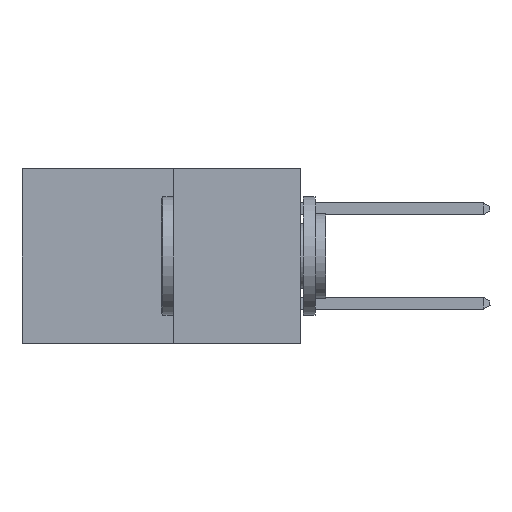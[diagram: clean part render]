
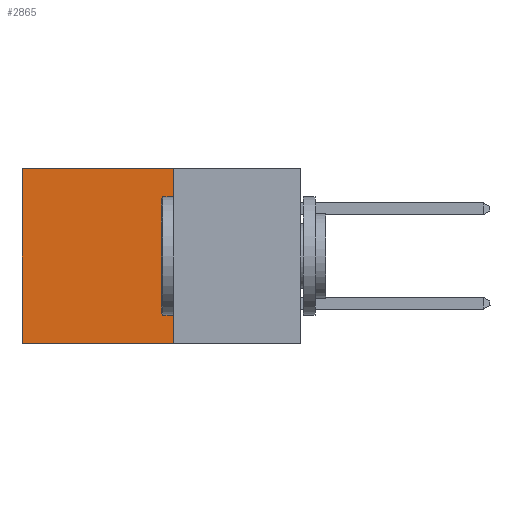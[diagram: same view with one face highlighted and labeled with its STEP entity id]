
A CAD part, left-side view. The second image highlights one B-rep face of the part: STEP entity #2865.
In plain terms, the highlighted planar face has unit normal (-1, 0, 0).
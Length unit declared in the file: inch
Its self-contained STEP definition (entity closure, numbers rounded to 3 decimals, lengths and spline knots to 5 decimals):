
#844 = LINE ( 'NONE', #20570, #21743 ) ;
#1243 = CARTESIAN_POINT ( 'NONE',  ( 0.277, 0.27, -0.37 ) ) ;
#1437 = DIRECTION ( 'NONE',  ( 0., 1., 0. ) ) ;
#2865 = ADVANCED_FACE ( 'NONE', ( #23481 ), #10564, .F. ) ;
#3700 = LINE ( 'NONE', #22768, #15777 ) ;
#4126 = VECTOR ( 'NONE', #1437, 39.37008 ) ;
#5850 = CARTESIAN_POINT ( 'NONE',  ( 0.277, 0.59, -0.37 ) ) ;
#7166 = ORIENTED_EDGE ( 'NONE', *, *, #13449, .F. ) ;
#8229 = DIRECTION ( 'NONE',  ( 0., 0., -1. ) ) ;
#8396 = EDGE_CURVE ( 'NONE', #20738, #14629, #10150, .T. ) ;
#8698 = AXIS2_PLACEMENT_3D ( 'NONE', #23781, #10356, #8229 ) ;
#9207 = ORIENTED_EDGE ( 'NONE', *, *, #21113, .T. ) ;
#9498 = CARTESIAN_POINT ( 'NONE',  ( 0.277, 0.27, 0. ) ) ;
#9504 = LINE ( 'NONE', #9498, #4126 ) ;
#10150 = LINE ( 'NONE', #10157, #14936 ) ;
#10157 = CARTESIAN_POINT ( 'NONE',  ( 0.277, 0.59, -0.37 ) ) ;
#10198 = DIRECTION ( 'NONE',  ( 0., 0., -1. ) ) ;
#10356 = DIRECTION ( 'NONE',  ( 1., 0., 0. ) ) ;
#10474 = EDGE_LOOP ( 'NONE', ( #10534, #7166, #25419, #9207 ) ) ;
#10534 = ORIENTED_EDGE ( 'NONE', *, *, #8396, .T. ) ;
#10564 = PLANE ( 'NONE',  #8698 ) ;
#13370 = EDGE_CURVE ( 'NONE', #22680, #21629, #844, .T. ) ;
#13449 = EDGE_CURVE ( 'NONE', #21629, #14629, #3700, .T. ) ;
#14507 = CARTESIAN_POINT ( 'NONE',  ( 0.277, 0.59, 0. ) ) ;
#14629 = VERTEX_POINT ( 'NONE', #5850 ) ;
#14936 = VECTOR ( 'NONE', #10198, 39.37008 ) ;
#15777 = VECTOR ( 'NONE', #24720, 39.37008 ) ;
#15902 = CARTESIAN_POINT ( 'NONE',  ( 0.277, 0.27, 0. ) ) ;
#20570 = CARTESIAN_POINT ( 'NONE',  ( 0.277, 0.27, -0.37 ) ) ;
#20738 = VERTEX_POINT ( 'NONE', #14507 ) ;
#21113 = EDGE_CURVE ( 'NONE', #22680, #20738, #9504, .T. ) ;
#21629 = VERTEX_POINT ( 'NONE', #1243 ) ;
#21743 = VECTOR ( 'NONE', #22588, 39.37008 ) ;
#22588 = DIRECTION ( 'NONE',  ( 0., 0., -1. ) ) ;
#22680 = VERTEX_POINT ( 'NONE', #15902 ) ;
#22768 = CARTESIAN_POINT ( 'NONE',  ( 0.277, 0.27, -0.37 ) ) ;
#23481 = FACE_OUTER_BOUND ( 'NONE', #10474, .T. ) ;
#23781 = CARTESIAN_POINT ( 'NONE',  ( 0.277, 0.27, -0.37 ) ) ;
#24720 = DIRECTION ( 'NONE',  ( 0., 1., 0. ) ) ;
#25419 = ORIENTED_EDGE ( 'NONE', *, *, #13370, .F. ) ;
